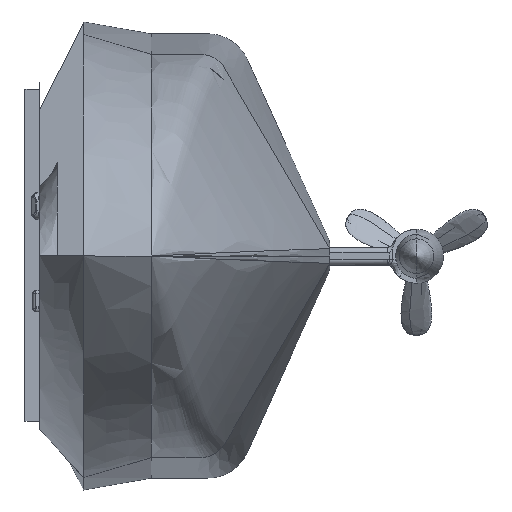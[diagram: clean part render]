
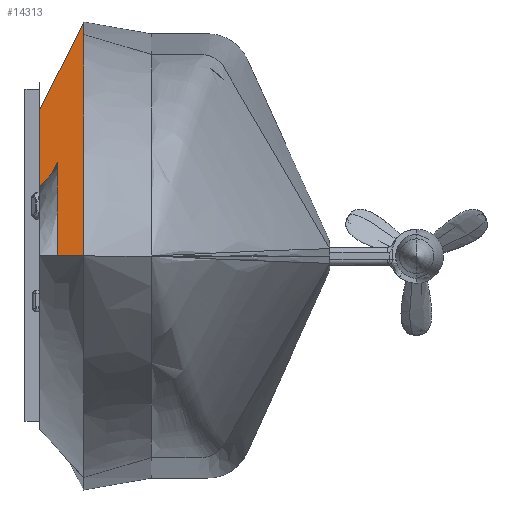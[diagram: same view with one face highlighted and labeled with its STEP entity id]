
A CAD part, left-side view. The second image highlights one B-rep face of the part: STEP entity #14313.
In plain terms, the highlighted planar face has unit normal (-1, 0, 0).
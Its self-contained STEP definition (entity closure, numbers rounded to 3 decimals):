
#120 = CARTESIAN_POINT ( 'NONE',  ( 1066.331, 399.246, -75. ) ) ;
#1045 = EDGE_CURVE ( 'NONE', #37482, #29748, #18819, .T. ) ;
#3515 = CARTESIAN_POINT ( 'NONE',  ( 1066.331, -83.082, 0. ) ) ;
#3714 = CARTESIAN_POINT ( 'NONE',  ( 1066.331, -249.246, 0. ) ) ;
#4372 = VERTEX_POINT ( 'NONE', #9270 ) ;
#4638 = CARTESIAN_POINT ( 'NONE',  ( 1066.331, 299.246, -25. ) ) ;
#5836 = EDGE_CURVE ( 'NONE', #29748, #4372, #13400, .T. ) ;
#7631 = CARTESIAN_POINT ( 'NONE',  ( 1066.331, 399.246, -75. ) ) ;
#7744 = AXIS2_PLACEMENT_3D ( 'NONE', #25354, #10475, #12710 ) ;
#8652 = ORIENTED_EDGE ( 'NONE', *, *, #5836, .F. ) ;
#9270 = CARTESIAN_POINT ( 'NONE',  ( 1066.331, 249.246, 0. ) ) ;
#10475 = DIRECTION ( 'NONE',  ( 1., 0., 0. ) ) ;
#10483 = ORIENTED_EDGE ( 'NONE', *, *, #1045, .F. ) ;
#10808 = CARTESIAN_POINT ( 'NONE',  ( 1066.331, -249.246, 0. ) ) ;
#11376 = CARTESIAN_POINT ( 'NONE',  ( 1066.331, 133.082, -75. ) ) ;
#12456 = EDGE_CURVE ( 'NONE', #4372, #20695, #37836, .T. ) ;
#12710 = DIRECTION ( 'NONE',  ( 0., 1., 0. ) ) ;
#13400 = B_SPLINE_CURVE_WITH_KNOTS ( 'NONE', 3,
 ( #7631, #32191, #4638, #29175 ),
 .UNSPECIFIED., .F., .F.,
 ( 4, 4 ),
 ( -1., 0. ),
 .UNSPECIFIED. ) ;
#14313 = ADVANCED_FACE ( 'NONE', ( #22133 ), #19120, .F. ) ;
#15621 = ORIENTED_EDGE ( 'NONE', *, *, #32179, .F. ) ;
#15833 = B_SPLINE_CURVE_WITH_KNOTS ( 'NONE', 3,
 ( #10808, #35938, #26083, #35556 ),
 .UNSPECIFIED., .F., .F.,
 ( 4, 4 ),
 ( -1., 0. ),
 .UNSPECIFIED. ) ;
#18819 = B_SPLINE_CURVE_WITH_KNOTS ( 'NONE', 3,
 ( #36717, #20627, #11376, #23642 ),
 .UNSPECIFIED., .F., .F.,
 ( 4, 4 ),
 ( -1., 0. ),
 .UNSPECIFIED. ) ;
#19120 = PLANE ( 'NONE',  #7744 ) ;
#20627 = CARTESIAN_POINT ( 'NONE',  ( 1066.331, -133.082, -75. ) ) ;
#20695 = VERTEX_POINT ( 'NONE', #30098 ) ;
#22052 = CARTESIAN_POINT ( 'NONE',  ( 1066.331, -399.246, -75. ) ) ;
#22133 = FACE_OUTER_BOUND ( 'NONE', #36490, .T. ) ;
#23642 = CARTESIAN_POINT ( 'NONE',  ( 1066.331, 399.246, -75. ) ) ;
#24663 = CARTESIAN_POINT ( 'NONE',  ( 1066.331, 249.246, 0. ) ) ;
#25354 = CARTESIAN_POINT ( 'NONE',  ( 1066.331, -249.246, 0. ) ) ;
#26083 = CARTESIAN_POINT ( 'NONE',  ( 1066.331, -349.246, -50. ) ) ;
#29175 = CARTESIAN_POINT ( 'NONE',  ( 1066.331, 249.246, 0. ) ) ;
#29748 = VERTEX_POINT ( 'NONE', #120 ) ;
#30098 = CARTESIAN_POINT ( 'NONE',  ( 1066.331, -249.246, 0. ) ) ;
#31558 = ORIENTED_EDGE ( 'NONE', *, *, #12456, .F. ) ;
#32179 = EDGE_CURVE ( 'NONE', #20695, #37482, #15833, .T. ) ;
#32191 = CARTESIAN_POINT ( 'NONE',  ( 1066.331, 349.246, -50. ) ) ;
#35556 = CARTESIAN_POINT ( 'NONE',  ( 1066.331, -399.246, -75. ) ) ;
#35938 = CARTESIAN_POINT ( 'NONE',  ( 1066.331, -299.246, -25. ) ) ;
#36490 = EDGE_LOOP ( 'NONE', ( #31558, #8652, #10483, #15621 ) ) ;
#36717 = CARTESIAN_POINT ( 'NONE',  ( 1066.331, -399.246, -75. ) ) ;
#36914 = CARTESIAN_POINT ( 'NONE',  ( 1066.331, 83.082, 0. ) ) ;
#37482 = VERTEX_POINT ( 'NONE', #22052 ) ;
#37836 = B_SPLINE_CURVE_WITH_KNOTS ( 'NONE', 3,
 ( #24663, #36914, #3515, #3714 ),
 .UNSPECIFIED., .F., .F.,
 ( 4, 4 ),
 ( -1., 0. ),
 .UNSPECIFIED. ) ;
